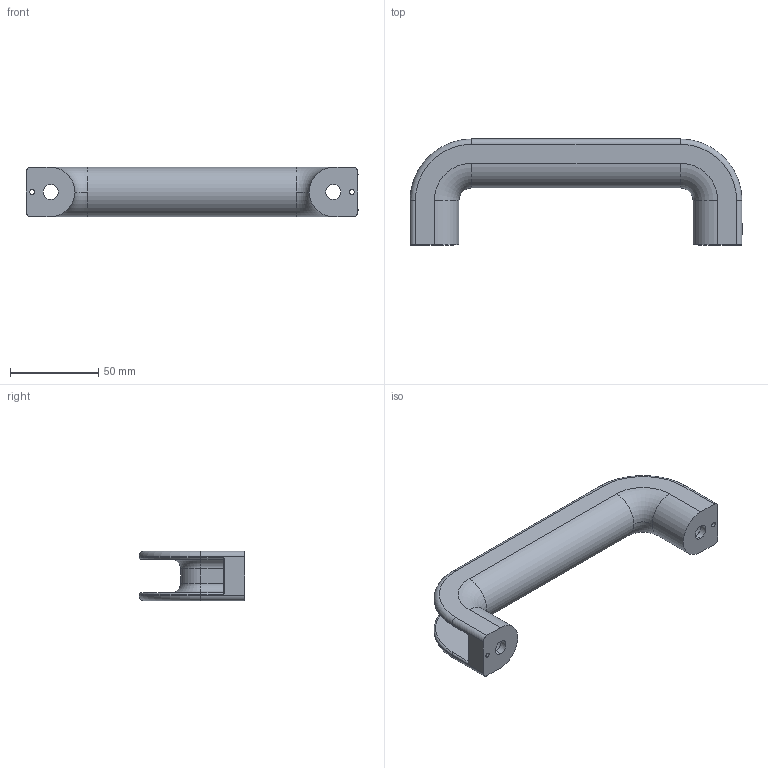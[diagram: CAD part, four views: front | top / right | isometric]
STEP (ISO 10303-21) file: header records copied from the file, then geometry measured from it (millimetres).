
FILE_DESCRIPTION (( 'STEP AP214' ), '1' );
FILE_NAME ('Accessories for aluminium profiles092017S02.step', '2016-11-23T18:33:18', ( '' ), ( '' ), 'SwSTEP 2.0', 'SolidWorks 2016', '' );
FILE_SCHEMA (( 'AUTOMOTIVE_DESIGN' ));
Length unit declared in the file: millimetre
Products named in the file (1): Accessories for aluminium profiles092017S02
Bounding box: 188 x 60 x 28 mm (x, y, z)
Volume: 65483.2 mm3; surface area: 34111.8 mm2
Topology: 1 solids, 1 shells, 140 faces, 328 edges, 188 vertices
Faces by surface type: torus 48, cylinder 47, plane 41, bspline 4
Entity records: 4198 total; most frequent: CARTESIAN_POINT 937, DIRECTION 734, ORIENTED_EDGE 648, EDGE_CURVE 324, AXIS2_PLACEMENT_3D 305, VERTEX_POINT 188, CIRCLE 168, EDGE_LOOP 150
